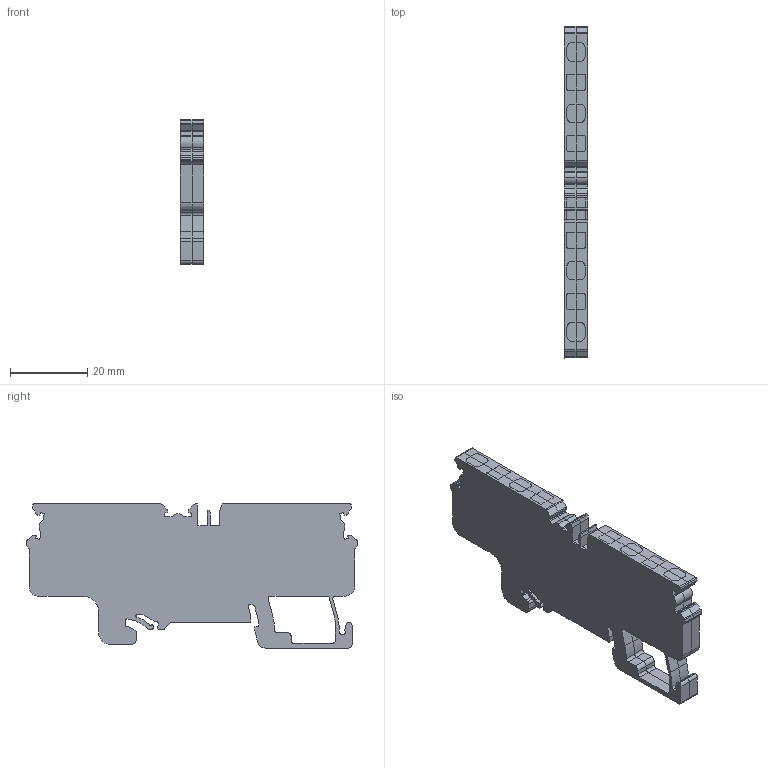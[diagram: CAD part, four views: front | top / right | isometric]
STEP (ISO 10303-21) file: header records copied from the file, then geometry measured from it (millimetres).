
FILE_DESCRIPTION (( 'STEP AP214' ), '1' );
FILE_NAME ('AF-CT41-00-4-K52-004 ARMAFIX Êîëîäêà êëåììíàÿ CX4-4 PE IEK.STEP', '2024-11-21T07:26:29', ( '' ), ( '' ), 'SwSTEP 2.0', 'SolidWorks 2022', '' );
FILE_SCHEMA (( 'AUTOMOTIVE_DESIGN' ));
Length unit declared in the file: millimetre
Products named in the file (1): AF-CT41-00-4-K52-004 ARMAFIX Колодка клеммная CX4-4 PE IEK
Bounding box: 6 x 86.2 x 37.4 mm (x, y, z)
Volume: 14224.3 mm3; surface area: 11802.1 mm2
Topology: 2 solids, 2 shells, 508 faces, 1512 edges, 1008 vertices
Faces by surface type: plane 274, cylinder 234
Entity records: 17415 total; most frequent: CARTESIAN_POINT 3029, ORIENTED_EDGE 3024, DIRECTION 2998, EDGE_CURVE 1512, VECTOR 1044, LINE 1044, VERTEX_POINT 1008, AXIS2_PLACEMENT_3D 977
